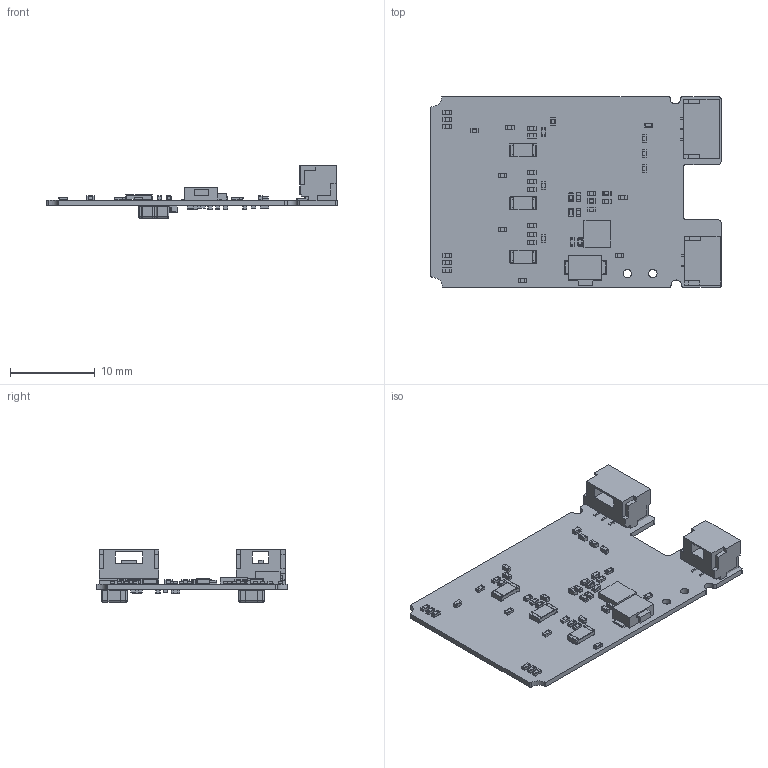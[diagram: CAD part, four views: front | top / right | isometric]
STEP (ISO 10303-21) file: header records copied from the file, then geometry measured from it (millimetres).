
FILE_DESCRIPTION(('Open CASCADE Model'),'2;1');
FILE_NAME('Open CASCADE Shape Model','2024-01-09T20:32:19',('Author'),( 'Open CASCADE'),'Open CASCADE STEP processor 7.5','Open CASCADE 7.5' ,'Unknown');
FILE_SCHEMA(('AUTOMOTIVE_DESIGN { 1 0 10303 214 1 1 1 1 }'));
Length unit declared in the file: millimetre
Products named in the file (217): Open CASCADE STEP translator 7.5 1; Open CASCADE STEP translator 7.5 2; Open CASCADE STEP translator 7.5 3; Open CASCADE STEP translator 7.5 4; Open CASCADE STEP translator 7.5 5; Open CASCADE STEP translator 7.5 6; Open CASCADE STEP translator 7.5 7; Open CASCADE STEP translator 7.5 8; Open CASCADE STEP translator 7.5 9; Open CASCADE STEP translator 7.5 10; Open CASCADE STEP translator 7.5 11; Open CASCADE STEP translator 7.5 12; Open CASCADE STEP translator 7.5 13; Open CASCADE STEP translator 7.5 14; Open CASCADE STEP translator 7.5 15; Open CASCADE STEP translator 7.5 16; Open CASCADE STEP translator 7.5 17; Open CASCADE STEP translator 7.5 18; Open CASCADE STEP translator 7.5 19; Open CASCADE STEP translator 7.5 20; Open CASCADE STEP translator 7.5 21; Open CASCADE STEP translator 7.5 22; Open CASCADE STEP translator 7.5 23; Open CASCADE STEP translator 7.5 24; Open CASCADE STEP translator 7.5 25; Open CASCADE STEP translator 7.5 26; Open CASCADE STEP translator 7.5 27; Open CASCADE STEP translator 7.5 28; Open CASCADE STEP translator 7.5 29; Open CASCADE STEP translator 7.5 30; Open CASCADE STEP translator 7.5 31; Open CASCADE STEP translator 7.5 32; Open CASCADE STEP translator 7.5 33; Open CASCADE STEP translator 7.5 34; Open CASCADE STEP translator 7.5 35; Open CASCADE STEP translator 7.5 36; Open CASCADE STEP translator 7.5 37; Open CASCADE STEP translator 7.5 38; Open CASCADE STEP translator 7.5 39; Open CASCADE STEP translator 7.5 40 ...
Bounding box: 34.19 x 22.45 x 6.15 mm (x, y, z)
Volume: 650.8 mm3; surface area: 2476.9 mm2
Topology: 227 solids, 230 shells, 2770 faces, 6380 edges, 3856 vertices
Faces by surface type: plane 1888, cylinder 634, sphere 240, bspline 8
Full cylindrical faces by diameter (mm): 0.8 x2, 1 x2
Entity records: 80253 total; most frequent: DIRECTION 12958, CARTESIAN_POINT 12903, ORIENTED_EDGE 12304, EDGE_CURVE 6156, LINE 4880, VECTOR 4880, AXIS2_PLACEMENT_3D 4039, VERTEX_POINT 3856
